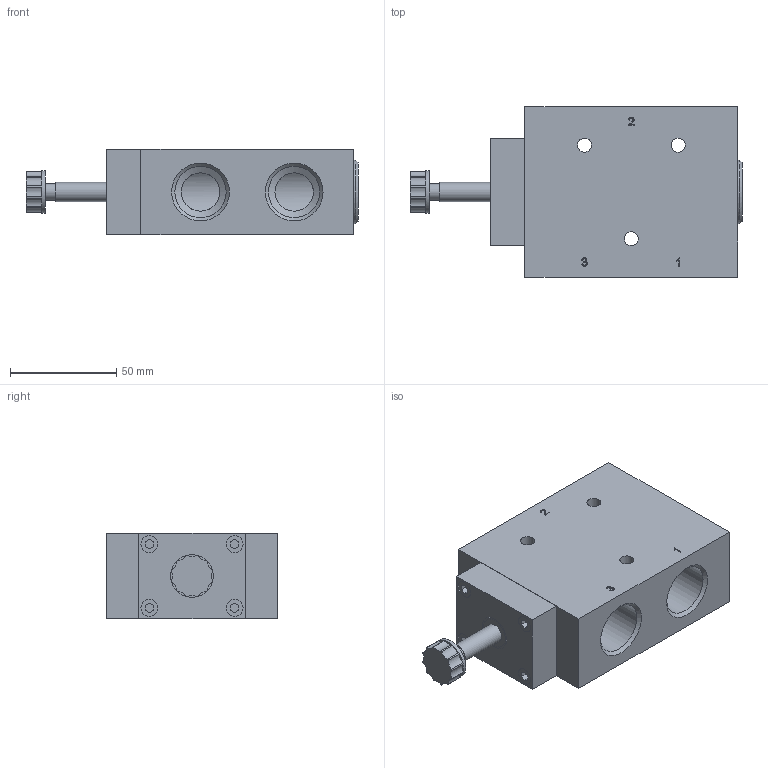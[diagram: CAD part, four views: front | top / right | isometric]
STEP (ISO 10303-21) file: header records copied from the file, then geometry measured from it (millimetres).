
FILE_DESCRIPTION( ( 'Unknown' ), '1' );
FILE_NAME( 'MH 311 181.stp', 'Unknown', ( 'Unknown' ), ( 'Unknown' ), 'PSStep 14.0', 'Unknown', ' ' );
FILE_SCHEMA( ( 'AUTOMOTIVE_DESIGN { 1 0 10303 214 1 1 1 1 }' ) );
Length unit declared in the file: millimetre
Products named in the file (5): Assem1
Assembly tree (4 placements, depth 2):
  Assem1
    (unnamed)
    (unnamed)
    (unnamed)
    (unnamed)
Bounding box: 156 x 80 x 40 mm (x, y, z)
Volume: 8.2 mm3; surface area: 51224.1 mm2
Topology: 1 solids, 147 shells, 147 faces, 724 edges, 689 vertices
Faces by surface type: plane 85, cylinder 36, extrusion 18, cone 7, sphere 1
Full cylindrical faces by diameter (mm): 2.375 x1, 6 x1, 6.6 x3, 8 x5, 9 x1, 14.5 x1, 16 x1, 20 x1, 24.117 x6, 28 x1, 30 x1
Entity records: 8923 total; most frequent: CARTESIAN_POINT 3405, DIRECTION 1070, ORIENTED_EDGE 668, EDGE_CURVE 668, VERTEX_POINT 668, VECTOR 400, LINE 382, AXIS2_PLACEMENT_3D 335
